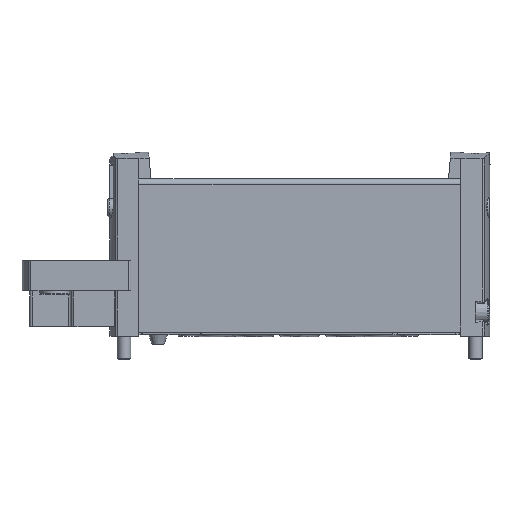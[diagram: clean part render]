
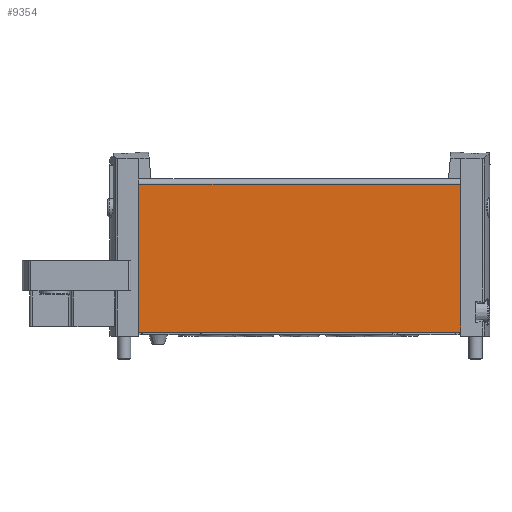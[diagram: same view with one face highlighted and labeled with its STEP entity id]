
A CAD part, top view. The second image highlights one B-rep face of the part: STEP entity #9354.
In plain terms, the highlighted planar face has unit normal (0, 0, 1).
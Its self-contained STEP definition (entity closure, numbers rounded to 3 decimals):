
#123=PLANE('',#9956);
#421=LINE('',#13828,#932);
#424=LINE('',#13834,#935);
#425=LINE('',#13836,#936);
#426=LINE('',#13838,#937);
#932=VECTOR('',#11166,1000.);
#935=VECTOR('',#11173,1000.);
#936=VECTOR('',#11174,1000.);
#937=VECTOR('',#11175,1000.);
#2130=ORIENTED_EDGE('',*,*,#4169,.T.);
#2131=ORIENTED_EDGE('',*,*,#4170,.F.);
#2132=ORIENTED_EDGE('',*,*,#4171,.F.);
#2133=ORIENTED_EDGE('',*,*,#4165,.T.);
#4165=EDGE_CURVE('',#5175,#5174,#421,.T.);
#4169=EDGE_CURVE('',#5174,#5176,#424,.T.);
#4170=EDGE_CURVE('',#5177,#5176,#425,.T.);
#4171=EDGE_CURVE('',#5175,#5177,#426,.T.);
#5174=VERTEX_POINT('',#13827);
#5175=VERTEX_POINT('',#13829);
#5176=VERTEX_POINT('',#13835);
#5177=VERTEX_POINT('',#13837);
#5758=EDGE_LOOP('',(#2130,#2131,#2132,#2133));
#6401=FACE_BOUND('',#5758,.T.);
#9354=ADVANCED_FACE('',(#6401),#123,.F.);
#9956=AXIS2_PLACEMENT_3D('',#13833,#11171,#11172);
#11166=DIRECTION('',(-1.,0.,0.));
#11171=DIRECTION('',(0.,0.,-1.));
#11172=DIRECTION('',(-1.,0.,0.));
#11173=DIRECTION('',(0.,-1.,0.));
#11174=DIRECTION('',(-1.,0.,0.));
#11175=DIRECTION('',(0.,-1.,0.));
#13827=CARTESIAN_POINT('',(-30.45,28.,7.2));
#13828=CARTESIAN_POINT('',(30.45,28.,7.2));
#13829=CARTESIAN_POINT('',(30.45,28.,7.2));
#13833=CARTESIAN_POINT('',(30.45,28.,7.2));
#13834=CARTESIAN_POINT('',(-30.45,28.,7.2));
#13835=CARTESIAN_POINT('',(-30.45,0.,7.2));
#13836=CARTESIAN_POINT('',(30.45,0.,7.2));
#13837=CARTESIAN_POINT('',(30.45,0.,7.2));
#13838=CARTESIAN_POINT('',(30.45,28.,7.2));
